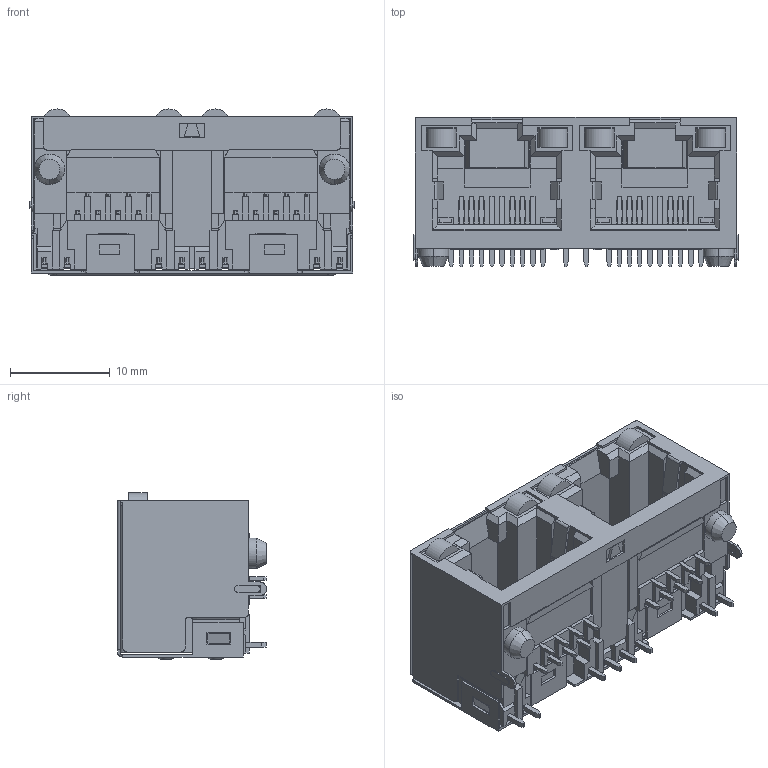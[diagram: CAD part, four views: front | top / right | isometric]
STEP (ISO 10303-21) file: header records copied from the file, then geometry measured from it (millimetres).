
FILE_DESCRIPTION(('CATIA V5 STEP Exchange','CAx-IF Rec.Pracs.--- Model Styling and Organization---1.4--- 2014-01-23'),'2;1');
FILE_NAME ('1100203-2_0_2661430000_2661430000.stp','2020-11-10T12:59:34+00:00',('none'),('Weidmueller'),'CATIA Version 5-6 Release 2016 SP3 HF44','CATIA V5 STEP AP214','none');
FILE_SCHEMA(('AUTOMOTIVE_DESIGN { 1 0 10303 214 1 1 1 1 }'));
Products named in the file (1): 2661430000
Bounding box: 32.5 x 14.9 x 16.61 mm (x, y, z)
Volume: 3429.6 mm3; surface area: 7876.5 mm2
Topology: 1 solids, 1 shells, 1664 faces, 5219 edges, 3417 vertices
Faces by surface type: plane 1430, cylinder 220, torus 8, cone 4, bspline 2
Entity records: 58809 total; most frequent: CARTESIAN_POINT 11962, ORIENTED_EDGE 10438, DIRECTION 8347, EDGE_CURVE 5219, VECTOR 4683, LINE 4683, VERTEX_POINT 3417, AXIS2_PLACEMENT_3D 2003
